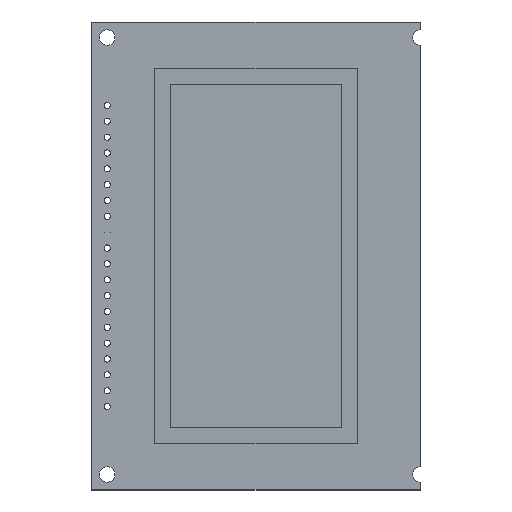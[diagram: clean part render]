
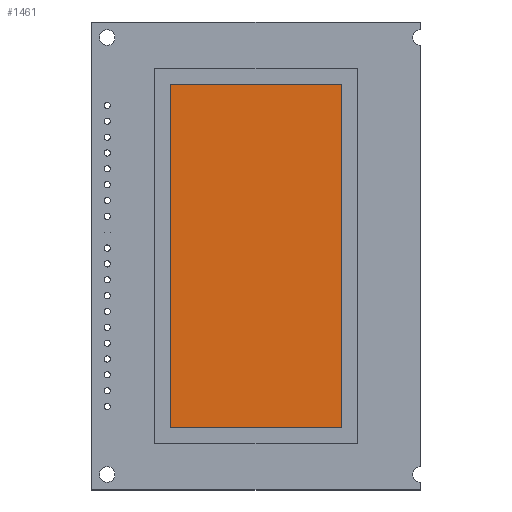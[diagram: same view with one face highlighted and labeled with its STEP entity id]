
A CAD part, top view. The second image highlights one B-rep face of the part: STEP entity #1461.
In plain terms, the highlighted planar face has unit normal (0, 0, 1).
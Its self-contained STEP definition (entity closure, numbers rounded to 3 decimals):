
#1370 = VERTEX_POINT('',#1371);
#1371 = CARTESIAN_POINT('',(37.59,-51.63,6.1));
#1379 = VERTEX_POINT('',#1380);
#1380 = CARTESIAN_POINT('',(37.59,3.37,6.1));
#1386 = EDGE_CURVE('',#1370,#1379,#1387,.T.);
#1387 = LINE('',#1388,#1389);
#1388 = CARTESIAN_POINT('',(37.59,-51.63,6.1));
#1389 = VECTOR('',#1390,1.);
#1390 = DIRECTION('',(0.,1.,0.));
#1403 = VERTEX_POINT('',#1404);
#1404 = CARTESIAN_POINT('',(10.1,3.37,6.1));
#1410 = EDGE_CURVE('',#1403,#1379,#1411,.T.);
#1411 = LINE('',#1412,#1413);
#1412 = CARTESIAN_POINT('',(10.1,3.37,6.1));
#1413 = VECTOR('',#1414,1.);
#1414 = DIRECTION('',(1.,0.,0.));
#1425 = VERTEX_POINT('',#1426);
#1426 = CARTESIAN_POINT('',(10.1,-51.63,6.1));
#1434 = EDGE_CURVE('',#1425,#1403,#1435,.T.);
#1435 = LINE('',#1436,#1437);
#1436 = CARTESIAN_POINT('',(10.1,-51.63,6.1));
#1437 = VECTOR('',#1438,1.);
#1438 = DIRECTION('',(0.,1.,0.));
#1451 = EDGE_CURVE('',#1425,#1370,#1452,.T.);
#1452 = LINE('',#1453,#1454);
#1453 = CARTESIAN_POINT('',(10.1,-51.63,6.1));
#1454 = VECTOR('',#1455,1.);
#1455 = DIRECTION('',(1.,0.,0.));
#1461 = ADVANCED_FACE('',(#1462),#1468,.T.);
#1462 = FACE_BOUND('',#1463,.T.);
#1463 = EDGE_LOOP('',(#1464,#1465,#1466,#1467));
#1464 = ORIENTED_EDGE('',*,*,#1434,.F.);
#1465 = ORIENTED_EDGE('',*,*,#1451,.T.);
#1466 = ORIENTED_EDGE('',*,*,#1386,.T.);
#1467 = ORIENTED_EDGE('',*,*,#1410,.F.);
#1468 = PLANE('',#1469);
#1469 = AXIS2_PLACEMENT_3D('',#1470,#1471,#1472);
#1470 = CARTESIAN_POINT('',(10.1,-51.63,6.1));
#1471 = DIRECTION('',(0.,0.,1.));
#1472 = DIRECTION('',(1.,0.,0.));
